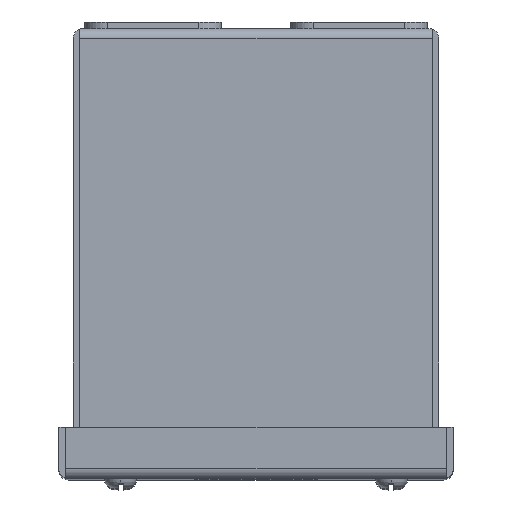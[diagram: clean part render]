
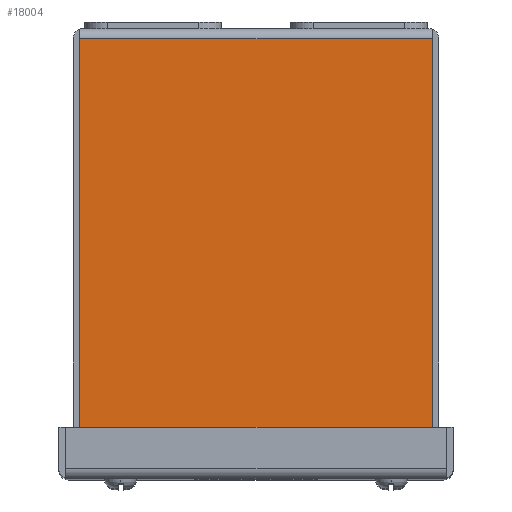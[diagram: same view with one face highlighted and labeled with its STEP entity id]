
A CAD part, top view. The second image highlights one B-rep face of the part: STEP entity #18004.
In plain terms, the highlighted planar face has unit normal (0, 0, 1).
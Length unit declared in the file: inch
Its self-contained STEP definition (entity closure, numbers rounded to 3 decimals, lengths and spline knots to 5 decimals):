
#1001 = CARTESIAN_POINT ( 'NONE',  ( 1.92789, -4.642, 4. ) ) ;
#1168 = DIRECTION ( 'NONE',  ( -1., 0., 0. ) ) ;
#1459 = CARTESIAN_POINT ( 'NONE',  ( -1.92789, -0.108, 4. ) ) ;
#2464 = VERTEX_POINT ( 'NONE', #18606 ) ;
#2522 = FACE_OUTER_BOUND ( 'NONE', #3678, .T. ) ;
#3632 = VECTOR ( 'NONE', #7260, 39.37008 ) ;
#3678 = EDGE_LOOP ( 'NONE', ( #12180, #17107, #6110, #17990 ) ) ;
#3743 = EDGE_CURVE ( 'NONE', #15564, #11014, #15969, .T. ) ;
#5165 = CARTESIAN_POINT ( 'NONE',  ( -1.92789, -4.642, 4. ) ) ;
#5196 = DIRECTION ( 'NONE',  ( 0., -1., 0. ) ) ;
#6110 = ORIENTED_EDGE ( 'NONE', *, *, #17186, .F. ) ;
#6439 = CARTESIAN_POINT ( 'NONE',  ( 1.92789, -0.108, 4. ) ) ;
#6886 = VECTOR ( 'NONE', #1168, 39.37008 ) ;
#7094 = PLANE ( 'NONE',  #19529 ) ;
#7260 = DIRECTION ( 'NONE',  ( 0., 1., 0. ) ) ;
#8311 = DIRECTION ( 'NONE',  ( 0., 0., -1. ) ) ;
#8398 = VECTOR ( 'NONE', #5196, 39.37008 ) ;
#8680 = LINE ( 'NONE', #5165, #6886 ) ;
#9733 = CARTESIAN_POINT ( 'NONE',  ( -1.92789, 0., 4. ) ) ;
#11014 = VERTEX_POINT ( 'NONE', #1001 ) ;
#11243 = DIRECTION ( 'NONE',  ( 1., 0., 0. ) ) ;
#11353 = LINE ( 'NONE', #9733, #3632 ) ;
#11485 = VECTOR ( 'NONE', #11243, 39.37008 ) ;
#11535 = VERTEX_POINT ( 'NONE', #1459 ) ;
#12180 = ORIENTED_EDGE ( 'NONE', *, *, #15280, .F. ) ;
#13091 = DIRECTION ( 'NONE',  ( -1., 0., 0. ) ) ;
#15280 = EDGE_CURVE ( 'NONE', #11014, #2464, #8680, .T. ) ;
#15336 = EDGE_CURVE ( 'NONE', #2464, #11535, #11353, .T. ) ;
#15564 = VERTEX_POINT ( 'NONE', #6439 ) ;
#15969 = LINE ( 'NONE', #19106, #8398 ) ;
#17107 = ORIENTED_EDGE ( 'NONE', *, *, #3743, .F. ) ;
#17186 = EDGE_CURVE ( 'NONE', #11535, #15564, #19362, .T. ) ;
#17990 = ORIENTED_EDGE ( 'NONE', *, *, #15336, .F. ) ;
#18004 = ADVANCED_FACE ( 'NONE', ( #2522 ), #7094, .F. ) ;
#18606 = CARTESIAN_POINT ( 'NONE',  ( -1.92789, -4.642, 4. ) ) ;
#19106 = CARTESIAN_POINT ( 'NONE',  ( 1.92789, 39.37008, 4. ) ) ;
#19257 = CARTESIAN_POINT ( 'NONE',  ( -1.892, -0.108, 4. ) ) ;
#19362 = LINE ( 'NONE', #19257, #11485 ) ;
#19529 = AXIS2_PLACEMENT_3D ( 'NONE', #19587, #8311, #13091 ) ;
#19587 = CARTESIAN_POINT ( 'NONE',  ( 13.406, 0., 4. ) ) ;
